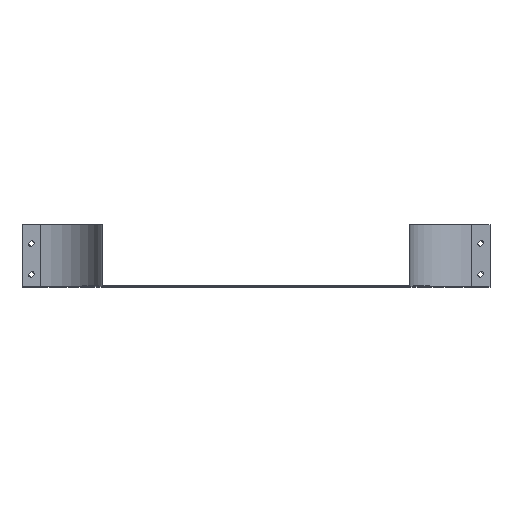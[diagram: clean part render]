
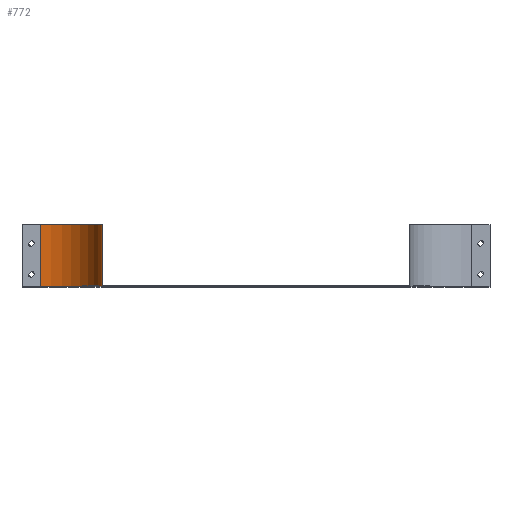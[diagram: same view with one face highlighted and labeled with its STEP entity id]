
A CAD part, top view. The second image highlights one B-rep face of the part: STEP entity #772.
In plain terms, the highlighted cylindrical face has radius 100 mm (diameter 200 mm), a partial arc.
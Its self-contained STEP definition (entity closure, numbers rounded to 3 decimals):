
#27 = ORIENTED_EDGE ( 'NONE', *, *, #1403, .F. ) ;
#28 = ORIENTED_EDGE ( 'NONE', *, *, #1418, .F. ) ;
#29 = ORIENTED_EDGE ( 'NONE', *, *, #1419, .F. ) ;
#30 = ORIENTED_EDGE ( 'NONE', *, *, #1420, .T. ) ;
#522 = FACE_OUTER_BOUND ( 'NONE', #2305, .T. ) ;
#527 = CYLINDRICAL_SURFACE ( 'NONE', #898, 100. ) ;
#697 = CIRCLE ( 'NONE', #988, 100. ) ;
#721 = CIRCLE ( 'NONE', #994, 100. ) ;
#722 = LINE ( 'NONE', #2713, #726 ) ;
#723 = LINE ( 'NONE', #2726, #728 ) ;
#726 = VECTOR ( 'NONE', #2724, 1000. ) ;
#728 = VECTOR ( 'NONE', #2720, 1000. ) ;
#772 = ADVANCED_FACE ( 'NONE', ( #522 ), #527, .F. ) ;
#898 = AXIS2_PLACEMENT_3D ( 'NONE', #1576, #1577, #1579 ) ;
#988 = AXIS2_PLACEMENT_3D ( 'NONE', #2690, #2691, #2692 ) ;
#994 = AXIS2_PLACEMENT_3D ( 'NONE', #2727, #2728, #2729 ) ;
#1253 = VERTEX_POINT ( 'NONE', #2443 ) ;
#1269 = VERTEX_POINT ( 'NONE', #2473 ) ;
#1298 = VERTEX_POINT ( 'NONE', #2527 ) ;
#1313 = VERTEX_POINT ( 'NONE', #2555 ) ;
#1403 = EDGE_CURVE ( 'NONE', #1269, #1298, #697, .T. ) ;
#1418 = EDGE_CURVE ( 'NONE', #1253, #1269, #722, .T. ) ;
#1419 = EDGE_CURVE ( 'NONE', #1313, #1253, #721, .T. ) ;
#1420 = EDGE_CURVE ( 'NONE', #1313, #1298, #723, .T. ) ;
#1576 = CARTESIAN_POINT ( 'NONE',  ( -350., 0.8, -30. ) ) ;
#1577 = DIRECTION ( 'NONE',  ( 0., -1., 0. ) ) ;
#1579 = DIRECTION ( 'NONE',  ( 0., 0., -1. ) ) ;
#2305 = EDGE_LOOP ( 'NONE', ( #27, #28, #29, #30 ) ) ;
#2443 = CARTESIAN_POINT ( 'NONE',  ( -250., 100., -30. ) ) ;
#2473 = CARTESIAN_POINT ( 'NONE',  ( -250., 0., -30. ) ) ;
#2527 = CARTESIAN_POINT ( 'NONE',  ( -350., 0., -130. ) ) ;
#2555 = CARTESIAN_POINT ( 'NONE',  ( -350., 100., -130. ) ) ;
#2690 = CARTESIAN_POINT ( 'NONE',  ( -350., 0., -30. ) ) ;
#2691 = DIRECTION ( 'NONE',  ( 0., 1., 0. ) ) ;
#2692 = DIRECTION ( 'NONE',  ( 0., 0., 1. ) ) ;
#2713 = CARTESIAN_POINT ( 'NONE',  ( -250., 0.8, -30. ) ) ;
#2720 = DIRECTION ( 'NONE',  ( 0., -1., 0. ) ) ;
#2724 = DIRECTION ( 'NONE',  ( 0., -1., 0. ) ) ;
#2726 = CARTESIAN_POINT ( 'NONE',  ( -350., 0.8, -130. ) ) ;
#2727 = CARTESIAN_POINT ( 'NONE',  ( -350., 100., -30. ) ) ;
#2728 = DIRECTION ( 'NONE',  ( 0., -1., 0. ) ) ;
#2729 = DIRECTION ( 'NONE',  ( -1., 0., 0. ) ) ;
